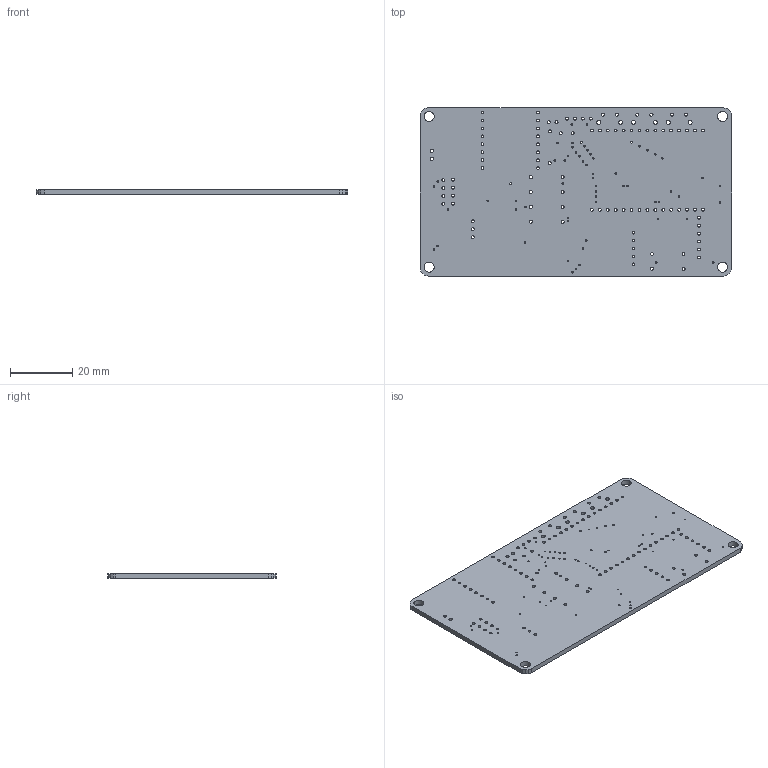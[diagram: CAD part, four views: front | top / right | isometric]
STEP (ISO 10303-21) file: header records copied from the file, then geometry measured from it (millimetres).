
FILE_DESCRIPTION(('for SolidWorks'),'2;1');
FILE_NAME('pcb.step','2022-11-29T21:56:56',( 'himik'),(''),'Open CASCADE STEP processor 6.6','DipTrace','Unknown' );
FILE_SCHEMA(('AUTOMOTIVE_DESIGN { 1 0 10303 214 1 1 1 1 }'));
Length unit declared in the file: millimetre
Products named in the file (2): PCB_pcb; Board_pcb
Assembly tree (1 placements, depth 2):
  PCB_pcb
    Board_pcb
Bounding box: 99.69 x 53.98 x 1.59 mm (x, y, z)
Volume: 8357 mm3; surface area: 11699.2 mm2
Topology: 1 solids, 1 shells, 192 faces, 570 edges, 380 vertices
Faces by surface type: cylinder 170, plane 22
Full cylindrical faces by diameter (mm): 0.486 x62, 0.9 x76, 0.965 x12, 1 x8, 1.1 x2, 1.3 x6, 3.2 x4
Entity records: 7351 total; most frequent: DIRECTION 1298, CARTESIAN_POINT 1144, ORIENTED_EDGE 1140, EDGE_CURVE 570, AXIS2_PLACEMENT_3D 534, FACE_BOUND 532, EDGE_LOOP 532, VERTEX_POINT 380
